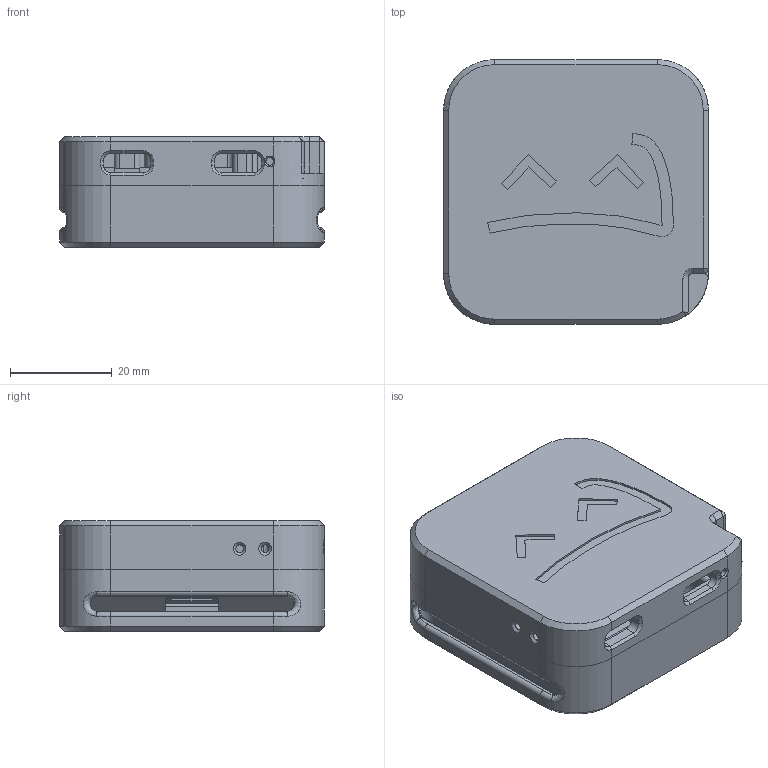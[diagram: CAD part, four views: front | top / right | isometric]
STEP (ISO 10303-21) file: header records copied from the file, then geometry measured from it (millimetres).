
FILE_DESCRIPTION(/* description */ (''),/* implementation_level */ '2;1');
FILE_NAME(/* name */ 'V3.0_SlimeX-FDM.step',/* time_stamp */ '2023-05-25T11:51:58+02:00',/* author */ (''),/* organization */ (''),/* preprocessor_version */ 'ST-DEVELOPER v19.2',/* originating_system */ 'Autodesk Translation Framework v12.4.0.73',/* authorisation */ '');
FILE_SCHEMA (('AUTOMOTIVE_DESIGN { 1 0 10303 214 3 1 1 }'));
Length unit declared in the file: millimetre
Products named in the file (3): SlimeX-FDM; SlimeX  Top; SlimeX  Bottom
Assembly tree (2 placements, depth 2):
  SlimeX-FDM
    SlimeX  Top
    SlimeX  Bottom
Bounding box: 52 x 52 x 21.7 mm (x, y, z)
Volume: 17665.4 mm3; surface area: 20061.9 mm2
Topology: 2 solids, 2 shells, 624 faces, 1653 edges, 1039 vertices
Faces by surface type: plane 321, cylinder 162, bspline 63, cone 41, torus 36, sphere 1
Full cylindrical faces by diameter (mm): 1.5 x3, 1.62 x2, 1.95 x2, 2.47 x2, 2.6 x2, 5 x2
Entity records: 23352 total; most frequent: CARTESIAN_POINT 7992, ORIENTED_EDGE 3294, DIRECTION 3055, EDGE_CURVE 1647, LINE 1069, VECTOR 1069, VERTEX_POINT 1039, AXIS2_PLACEMENT_3D 993
